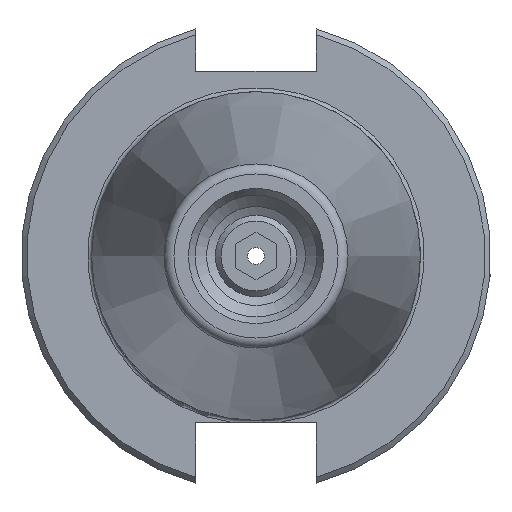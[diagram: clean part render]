
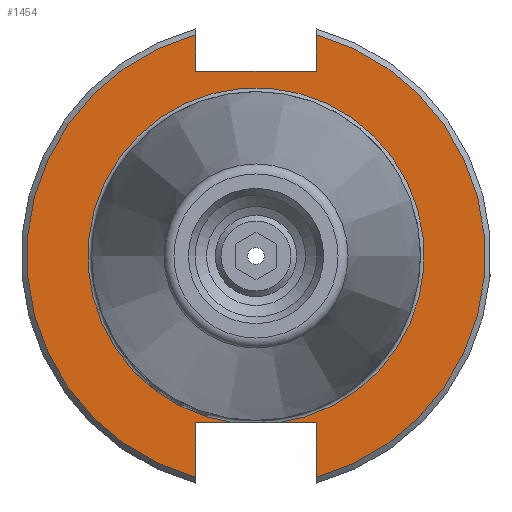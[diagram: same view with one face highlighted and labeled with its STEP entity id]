
A CAD part, left-side view. The second image highlights one B-rep face of the part: STEP entity #1454.
In plain terms, the highlighted planar face has unit normal (-1, 0, 0).
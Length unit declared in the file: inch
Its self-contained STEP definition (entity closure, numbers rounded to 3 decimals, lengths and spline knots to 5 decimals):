
#112=LINE('',#2197,#181);
#120=LINE('',#2281,#189);
#127=LINE('',#2329,#196);
#129=LINE('',#2340,#198);
#130=LINE('',#2341,#199);
#131=LINE('',#2343,#200);
#132=LINE('',#2345,#201);
#181=VECTOR('',#1742,0.64);
#189=VECTOR('',#1818,0.28929);
#196=VECTOR('',#1831,0.28929);
#198=VECTOR('',#1841,0.20828);
#199=VECTOR('',#1842,0.19429);
#200=VECTOR('',#1843,0.19429);
#201=VECTOR('',#1846,0.20828);
#254=PLANE('',#1580);
#382=FACE_OUTER_BOUND('',#497,.T.);
#497=EDGE_LOOP('',(#1099,#1100,#1101,#1102,#1103,#1104,#1105,#1106,#1107,
#1108));
#611=CIRCLE('',#1545,0.895);
#628=CIRCLE('',#1579,1.22);
#629=CIRCLE('',#1581,1.22);
#692=VERTEX_POINT('',#2194);
#693=VERTEX_POINT('',#2196);
#697=VERTEX_POINT('',#2207);
#698=VERTEX_POINT('',#2208);
#718=VERTEX_POINT('',#2278);
#719=VERTEX_POINT('',#2280);
#732=VERTEX_POINT('',#2324);
#733=VERTEX_POINT('',#2328);
#735=VERTEX_POINT('',#2334);
#736=VERTEX_POINT('',#2342);
#835=EDGE_CURVE('',#693,#692,#112,.T.);
#841=EDGE_CURVE('',#697,#698,#611,.T.);
#864=EDGE_CURVE('',#719,#718,#120,.T.);
#880=EDGE_CURVE('',#733,#732,#127,.T.);
#884=EDGE_CURVE('',#735,#732,#628,.T.);
#885=EDGE_CURVE('',#697,#733,#129,.T.);
#886=EDGE_CURVE('',#735,#693,#130,.T.);
#887=EDGE_CURVE('',#692,#736,#131,.T.);
#888=EDGE_CURVE('',#719,#736,#629,.T.);
#889=EDGE_CURVE('',#718,#698,#132,.T.);
#1099=ORIENTED_EDGE('',*,*,#841,.F.);
#1100=ORIENTED_EDGE('',*,*,#885,.T.);
#1101=ORIENTED_EDGE('',*,*,#880,.T.);
#1102=ORIENTED_EDGE('',*,*,#884,.F.);
#1103=ORIENTED_EDGE('',*,*,#886,.T.);
#1104=ORIENTED_EDGE('',*,*,#835,.T.);
#1105=ORIENTED_EDGE('',*,*,#887,.T.);
#1106=ORIENTED_EDGE('',*,*,#888,.F.);
#1107=ORIENTED_EDGE('',*,*,#864,.T.);
#1108=ORIENTED_EDGE('',*,*,#889,.T.);
#1454=ADVANCED_FACE('',(#382),#254,.T.);
#1545=AXIS2_PLACEMENT_3D('',#2219,#1754,#1755);
#1579=AXIS2_PLACEMENT_3D('',#2338,#1837,#1838);
#1580=AXIS2_PLACEMENT_3D('',#2339,#1839,#1840);
#1581=AXIS2_PLACEMENT_3D('',#2344,#1844,#1845);
#1742=DIRECTION('',(0.,1.,0.));
#1754=DIRECTION('center_axis',(-1.,0.,0.));
#1755=DIRECTION('ref_axis',(0.,-1.,0.));
#1818=DIRECTION('',(0.,0.,1.));
#1831=DIRECTION('',(0.,0.,-1.));
#1837=DIRECTION('center_axis',(1.,0.,0.));
#1838=DIRECTION('ref_axis',(0.,-1.,0.));
#1839=DIRECTION('center_axis',(-1.,0.,0.));
#1840=DIRECTION('ref_axis',(0.,0.,1.));
#1841=DIRECTION('',(0.,-1.,0.));
#1842=DIRECTION('',(0.,0.,-1.));
#1843=DIRECTION('',(0.,0.,1.));
#1844=DIRECTION('center_axis',(1.,0.,0.));
#1845=DIRECTION('ref_axis',(0.,1.,0.));
#1846=DIRECTION('',(0.,-1.,0.));
#2194=CARTESIAN_POINT('',(0.125,0.32,0.983));
#2196=CARTESIAN_POINT('',(0.125,-0.32,0.983));
#2197=CARTESIAN_POINT('',(0.125,0.53125,0.983));
#2207=CARTESIAN_POINT('',(0.125,-0.11172,-0.888));
#2208=CARTESIAN_POINT('',(0.125,0.11172,-0.888));
#2219=CARTESIAN_POINT('Origin',(0.125,0.,0.));
#2278=CARTESIAN_POINT('',(0.125,0.32,-0.888));
#2280=CARTESIAN_POINT('',(0.125,0.32,-1.17729));
#2281=CARTESIAN_POINT('',(0.125,0.32,-0.444));
#2324=CARTESIAN_POINT('',(0.125,-0.32,-1.17729));
#2328=CARTESIAN_POINT('',(0.125,-0.32,-0.888));
#2329=CARTESIAN_POINT('',(0.125,-0.32,-0.444));
#2334=CARTESIAN_POINT('',(0.125,-0.32,1.17729));
#2338=CARTESIAN_POINT('Origin',(0.125,0.,0.));
#2339=CARTESIAN_POINT('Origin',(0.125,1.0625,0.));
#2340=CARTESIAN_POINT('',(0.125,0.53125,-0.888));
#2341=CARTESIAN_POINT('',(0.125,-0.32,0.4915));
#2342=CARTESIAN_POINT('',(0.125,0.32,1.17729));
#2343=CARTESIAN_POINT('',(0.125,0.32,0.4915));
#2344=CARTESIAN_POINT('Origin',(0.125,0.,0.));
#2345=CARTESIAN_POINT('',(0.125,0.53125,-0.888));
